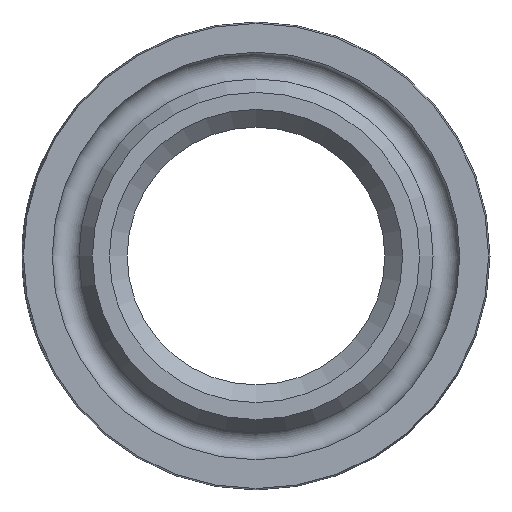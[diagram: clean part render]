
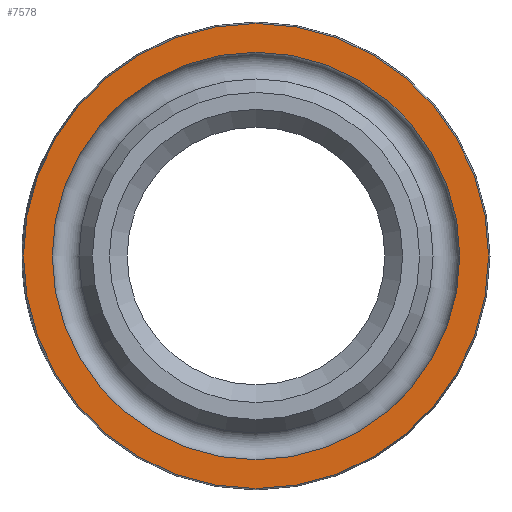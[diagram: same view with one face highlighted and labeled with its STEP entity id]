
A CAD part, left-side view. The second image highlights one B-rep face of the part: STEP entity #7578.
In plain terms, the highlighted planar face has unit normal (-1, 0, 0).
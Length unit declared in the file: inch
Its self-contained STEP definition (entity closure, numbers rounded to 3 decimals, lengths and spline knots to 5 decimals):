
#125=FACE_BOUND('',#1390,.T.);
#126=FACE_BOUND('',#1391,.T.);
#302=PLANE('',#8034);
#1390=EDGE_LOOP('',(#7086));
#1391=EDGE_LOOP('',(#7087));
#1567=CIRCLE('',#8022,0.431);
#1572=CIRCLE('',#8033,0.492);
#3722=VERTEX_POINT('',#16588);
#3727=VERTEX_POINT('',#16604);
#4842=EDGE_CURVE('',#3722,#3722,#1567,.T.);
#4847=EDGE_CURVE('',#3727,#3727,#1572,.T.);
#7086=ORIENTED_EDGE('',*,*,#4842,.F.);
#7087=ORIENTED_EDGE('',*,*,#4847,.T.);
#7578=ADVANCED_FACE('',(#125,#126),#302,.T.);
#8022=AXIS2_PLACEMENT_3D('',#16589,#9424,#9425);
#8033=AXIS2_PLACEMENT_3D('',#16605,#9446,#9447);
#8034=AXIS2_PLACEMENT_3D('',#16606,#9448,#9449);
#9424=DIRECTION('center_axis',(-1.,0.,0.));
#9425=DIRECTION('ref_axis',(0.,1.,0.));
#9446=DIRECTION('center_axis',(-1.,0.,0.));
#9447=DIRECTION('ref_axis',(0.,1.,0.));
#9448=DIRECTION('center_axis',(-1.,0.,0.));
#9449=DIRECTION('ref_axis',(0.,0.,1.));
#16588=CARTESIAN_POINT('',(0.,0.431,0.));
#16589=CARTESIAN_POINT('Origin',(0.,0.,
0.));
#16604=CARTESIAN_POINT('',(0.,0.492,0.));
#16605=CARTESIAN_POINT('Origin',(0.,0.,
0.));
#16606=CARTESIAN_POINT('Origin',(0.,0.4615,0.));
